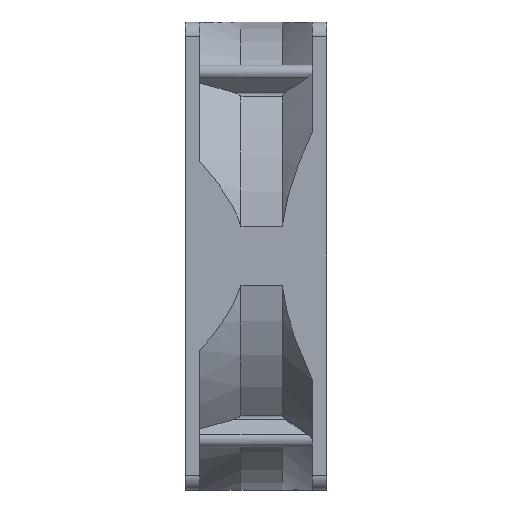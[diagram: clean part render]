
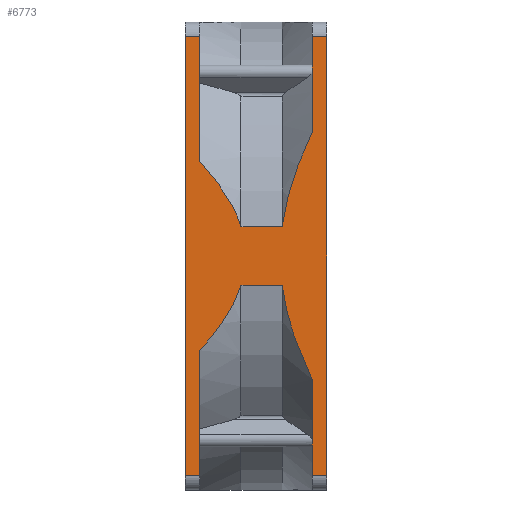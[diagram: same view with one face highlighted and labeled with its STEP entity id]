
A CAD part, left-side view. The second image highlights one B-rep face of the part: STEP entity #6773.
In plain terms, the highlighted planar face has unit normal (-1, 0, 0).
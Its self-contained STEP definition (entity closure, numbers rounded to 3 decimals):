
#977=CARTESIAN_POINT('POINT6661',(-63.5,34.5,
   25.576));
#978=VERTEX_POINT('VERTEX6661',#977);
#979=CARTESIAN_POINT('POINT6662',(-63.5,23.322,
   7.984));
#980=VERTEX_POINT('VERTEX6662',#979);
#981=(BOUNDED_CURVE() B_SPLINE_CURVE(2,(#982,#983,#984),.UNSPECIFIED.,
   .F.,.F.) B_SPLINE_CURVE_WITH_KNOTS((3,3),(0.,
   20.972),.UNSPECIFIED.) CURVE() 
   GEOMETRIC_REPRESENTATION_ITEM() RATIONAL_B_SPLINE_CURVE((1.,
   1.009,1.)) REPRESENTATION_ITEM(
   'SPLINE_CRV480'));
#982=CARTESIAN_POINT('',(-63.5,34.5,25.576));
#983=CARTESIAN_POINT('',(-63.5,25.981,
   16.484));
#984=CARTESIAN_POINT('',(-63.5,23.322,7.984));
#985=EDGE_CURVE('EDGE10116',#978,#980,#981,.T.);
#1011=CARTESIAN_POINT('POINT6663',(-63.5,12.153,
   7.984));
#1012=VERTEX_POINT('VERTEX6663',#1011);
#1013=CARTESIAN_POINT('POS11422',(-63.5,17.738,
   7.984));
#1014=DIRECTION('DIR18340',(0.,-1.,
   0.));
#1015=VECTOR('VEC4504',#1014,1.);
#1016=LINE('STRAIGHT4504',#1013,#1015);
#1017=EDGE_CURVE('EDGE10119',#980,#1012,#1016,.T.);
#1036=CARTESIAN_POINT('POINT6664',(-63.5,4.,
   33.5));
#1037=VERTEX_POINT('VERTEX6664',#1036);
#1038=(BOUNDED_CURVE() B_SPLINE_CURVE(2,(#1039,#1040,#1041),
   .UNSPECIFIED.,.F.,.F.) B_SPLINE_CURVE_WITH_KNOTS((3,3),(
   0.004,26.88),.UNSPECIFIED.) CURVE() 
   GEOMETRIC_REPRESENTATION_ITEM() RATIONAL_B_SPLINE_CURVE((
   1.,1.018,1.)) 
   REPRESENTATION_ITEM('SPLINE_CRV481'));
#1039=CARTESIAN_POINT('',(-63.5,12.153,7.984))
   ;
#1040=CARTESIAN_POINT('',(-63.5,10.584,
   20.01));
#1041=CARTESIAN_POINT('',(-63.5,4.,
   33.5));
#1042=EDGE_CURVE('EDGE10121',#1012,#1037,#1038,.T.);
#1063=CARTESIAN_POINT('POINT6665',(-63.5,4.,
   -33.5));
#1064=VERTEX_POINT('VERTEX6665',#1063);
#1065=CARTESIAN_POINT('POINT6666',(-63.5,12.153,
   -7.984));
#1066=VERTEX_POINT('VERTEX6666',#1065);
#1067=(BOUNDED_CURVE() B_SPLINE_CURVE(2,(#1068,#1069,#1070),
   .UNSPECIFIED.,.F.,.F.) B_SPLINE_CURVE_WITH_KNOTS((3,3),(
   0.001,26.877),.UNSPECIFIED.) CURVE() 
   GEOMETRIC_REPRESENTATION_ITEM() RATIONAL_B_SPLINE_CURVE((
   1.,1.018,1.)) 
   REPRESENTATION_ITEM('SPLINE_CRV482'));
#1068=CARTESIAN_POINT('',(-63.5,4.,
   -33.5));
#1069=CARTESIAN_POINT('',(-63.5,10.584,
   -20.01));
#1070=CARTESIAN_POINT('',(-63.5,12.153,-7.984)
   );
#1071=EDGE_CURVE('EDGE10123',#1064,#1066,#1067,.T.);
#1083=CARTESIAN_POINT('POINT6667',(-63.5,23.322,
   -7.984));
#1084=VERTEX_POINT('VERTEX6667',#1083);
#1085=CARTESIAN_POINT('POS11427',(-63.5,17.738,
   -7.984));
#1086=DIRECTION('DIR18349',(0.,1.,
   0.));
#1087=VECTOR('VEC4505',#1086,1.);
#1088=LINE('STRAIGHT4505',#1085,#1087);
#1089=EDGE_CURVE('EDGE10126',#1066,#1084,#1088,.T.);
#1098=CARTESIAN_POINT('POINT6668',(-63.5,34.5,
   -25.576));
#1099=VERTEX_POINT('VERTEX6668',#1098);
#1100=(BOUNDED_CURVE() B_SPLINE_CURVE(2,(#1101,#1102,#1103),
   .UNSPECIFIED.,.F.,.F.) B_SPLINE_CURVE_WITH_KNOTS((3,3),(
   0.001,20.974),.UNSPECIFIED.) CURVE() 
   GEOMETRIC_REPRESENTATION_ITEM() RATIONAL_B_SPLINE_CURVE((
   1.,1.009,1.)) 
   REPRESENTATION_ITEM('SPLINE_CRV483'));
#1101=CARTESIAN_POINT('',(-63.5,23.322,-7.984)
   );
#1102=CARTESIAN_POINT('',(-63.5,25.981,
   -16.484));
#1103=CARTESIAN_POINT('',(-63.5,34.5,-25.576));
#1104=EDGE_CURVE('EDGE10128',#1084,#1099,#1100,.T.);
#1241=CARTESIAN_POINT('POINT6680',(-63.5,
   4.,-59.5));
#1242=VERTEX_POINT('VERTEX6680',#1241);
#1250=CARTESIAN_POINT('POS11433',(-63.5,4.,
   -59.5));
#1251=DIRECTION('DIR18357',(0.,0.,-1.));
#1252=VECTOR('VEC4509',#1251,1.);
#1253=LINE('STRAIGHT4509',#1250,#1252);
#1254=EDGE_CURVE('EDGE10148',#1064,#1242,#1253,.T.);
#1515=CARTESIAN_POINT('POINT6703',(-63.5,4.,59.5));
#1516=VERTEX_POINT('VERTEX6703',#1515);
#1517=EDGE_CURVE('EDGE10182',#1516,#1037,#1253,.T.);
#1610=CARTESIAN_POINT('POINT6712',(-63.5,34.5,59.5));
#1611=VERTEX_POINT('VERTEX6712',#1610);
#1619=CARTESIAN_POINT('POS11450',(-63.5,34.5,-59.5));
#1620=DIRECTION('DIR18383',(0.,0.,1.));
#1621=VECTOR('VEC4517',#1620,1.);
#1622=LINE('STRAIGHT4517',#1619,#1621);
#1623=EDGE_CURVE('EDGE10196',#978,#1611,#1622,.T.);
#1653=CARTESIAN_POINT('POINT6715',(-63.5,34.5,
   -59.5));
#1654=VERTEX_POINT('VERTEX6715',#1653);
#1655=EDGE_CURVE('EDGE10199',#1654,#1099,#1622,.T.);
#6486=CARTESIAN_POINT('POINT7024',(-63.5,
   0.,-59.5));
#6487=VERTEX_POINT('VERTEX7024',#6486);
#6495=CARTESIAN_POINT('POS12037',(-63.5,
   0.,-59.5));
#6496=DIRECTION('DIR19374',(0.,1.,0.));
#6497=VECTOR('VEC4700',#6496,1.);
#6498=LINE('STRAIGHT4700',#6495,#6497);
#6499=EDGE_CURVE('EDGE10647',#6487,#1242,#6498,.T.);
#6510=CARTESIAN_POINT('POINT7025',(-63.5,0.,
   59.5));
#6511=VERTEX_POINT('VERTEX7025',#6510);
#6512=CARTESIAN_POINT('POS12039',(-63.5,0.,
   59.5));
#6513=DIRECTION('DIR19377',(0.,1.,0.));
#6514=VECTOR('VEC4701',#6513,1.);
#6515=LINE('STRAIGHT4701',#6512,#6514);
#6516=EDGE_CURVE('EDGE10648',#6511,#1516,#6515,.T.);
#6703=CARTESIAN_POINT('POINT7036',(-63.5,38.5,59.5));
#6704=VERTEX_POINT('VERTEX7036',#6703);
#6712=CARTESIAN_POINT('POS12060',(-63.5,34.5,59.5));
#6713=DIRECTION('DIR19409',(0.,1.,0.));
#6714=VECTOR('VEC4711',#6713,1.);
#6715=LINE('STRAIGHT4711',#6712,#6714);
#6716=EDGE_CURVE('EDGE10668',#1611,#6704,#6715,.T.);
#6733=CARTESIAN_POINT('POINT7037',(-63.5,38.5,
   -59.5));
#6734=VERTEX_POINT('VERTEX7037',#6733);
#6735=CARTESIAN_POINT('POS12063',(-63.5,38.5,-59.5));
#6736=DIRECTION('DIR19413',(0.,0.,-1.));
#6737=VECTOR('VEC4713',#6736,1.);
#6738=LINE('STRAIGHT4713',#6735,#6737);
#6739=EDGE_CURVE('EDGE10670',#6704,#6734,#6738,.T.);
#6740=ORIENTED_EDGE('COEDGE20971',*,*,#6739,.T.);
#6741=CARTESIAN_POINT('POS12064',(-63.5,34.5,
   -59.5));
#6742=DIRECTION('DIR19414',(0.,1.,0.));
#6743=VECTOR('VEC4714',#6742,1.);
#6744=LINE('STRAIGHT4714',#6741,#6743);
#6745=EDGE_CURVE('EDGE10671',#1654,#6734,#6744,.T.);
#6746=ORIENTED_EDGE('COEDGE20972',*,*,#6745,.F.);
#6747=ORIENTED_EDGE('COEDGE20973',*,*,#1655,.T.);
#6748=ORIENTED_EDGE('COEDGE20974',*,*,#1104,.F.);
#6749=ORIENTED_EDGE('COEDGE20975',*,*,#1089,.F.);
#6750=ORIENTED_EDGE('COEDGE20976',*,*,#1071,.F.);
#6751=ORIENTED_EDGE('COEDGE20977',*,*,#1254,.T.);
#6752=ORIENTED_EDGE('COEDGE20978',*,*,#6499,.F.);
#6753=CARTESIAN_POINT('POS12065',(-63.5,0.,
   -59.5));
#6754=DIRECTION('DIR19415',(0.,0.,1.));
#6755=VECTOR('VEC4715',#6754,1.);
#6756=LINE('STRAIGHT4715',#6753,#6755);
#6757=EDGE_CURVE('EDGE10672',#6487,#6511,#6756,.T.);
#6758=ORIENTED_EDGE('COEDGE20979',*,*,#6757,.T.);
#6759=ORIENTED_EDGE('COEDGE20980',*,*,#6516,.T.);
#6760=ORIENTED_EDGE('COEDGE20981',*,*,#1517,.T.);
#6761=ORIENTED_EDGE('COEDGE20982',*,*,#1042,.F.);
#6762=ORIENTED_EDGE('COEDGE20983',*,*,#1017,.F.);
#6763=ORIENTED_EDGE('COEDGE20984',*,*,#985,.F.);
#6764=ORIENTED_EDGE('COEDGE20985',*,*,#1623,.T.);
#6765=ORIENTED_EDGE('COEDGE20986',*,*,#6716,.T.);
#6766=EDGE_LOOP('NONE',(#6740,#6746,#6747,#6748,#6749,#6750,#6751,#6752,
   #6758,#6759,#6760,#6761,#6762,#6763,#6764,#6765));
#6767=FACE_BOUND('LOOP1',#6766,.T.);
#6768=CARTESIAN_POINT('POS12066',(-63.5,34.5,59.5));
#6769=DIRECTION('DIR19416',(-1.,0.,0.));
#6770=DIRECTION('DIR19417',(0.,1.,0.));
#6771=AXIS2_PLACEMENT_3D('AXIS7351',#6768,#6769,#6770);
#6772=PLANE('PLANE1117',#6771);
#6773=ADVANCED_FACE('FACE3759',(#6767),#6772,.T.);
